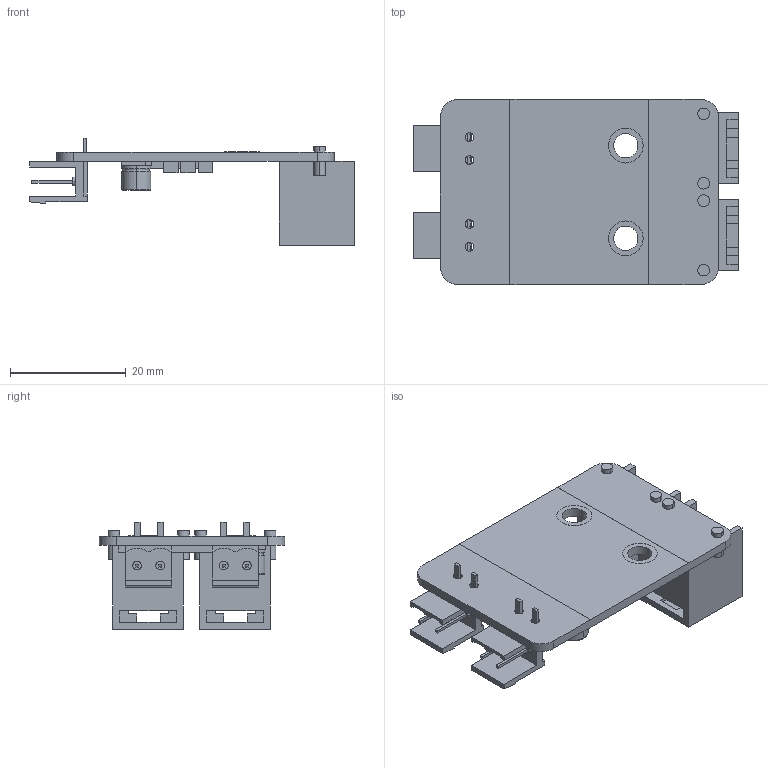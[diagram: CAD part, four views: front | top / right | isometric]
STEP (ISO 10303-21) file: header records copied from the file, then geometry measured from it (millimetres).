
FILE_DESCRIPTION (( 'STEP AP214' ), '1' );
FILE_NAME ('Me Dual Motor Driver V1.0.step', '2016-10-28T06:58:37', ( 'dell' ), ( '' ), 'SwSTEP 2.0', 'SolidWorks 2013', '' );
FILE_SCHEMA (( 'AUTOMOTIVE_DESIGN' ));
Length unit declared in the file: millimetre
Products named in the file (1): Me Dual Motor Driver V1.0
Bounding box: 56.11 x 32 x 18.6 mm (x, y, z)
Surface area: 8076.6 mm2 (no closed solid volume)
Topology: 0 solids, 13 shells, 367 faces, 1082 edges, 720 vertices
Faces by surface type: plane 291, cylinder 68, bspline 8
Entity records: 16174 total; most frequent: CARTESIAN_POINT 2308, ORIENTED_EDGE 1966, DIRECTION 1964, EDGE_CURVE 1082, VECTOR 908, LINE 908, VERTEX_POINT 720, AXIS2_PLACEMENT_3D 528
